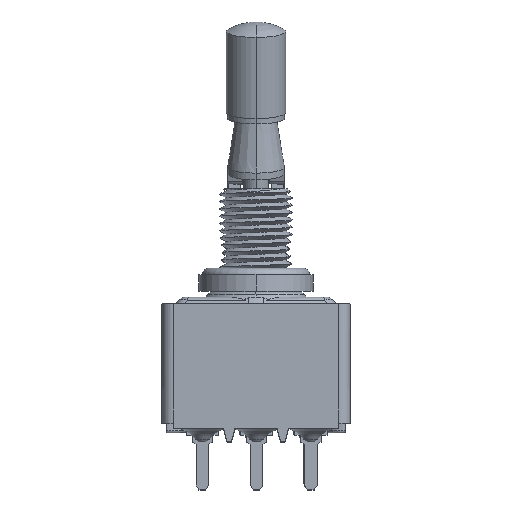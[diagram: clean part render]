
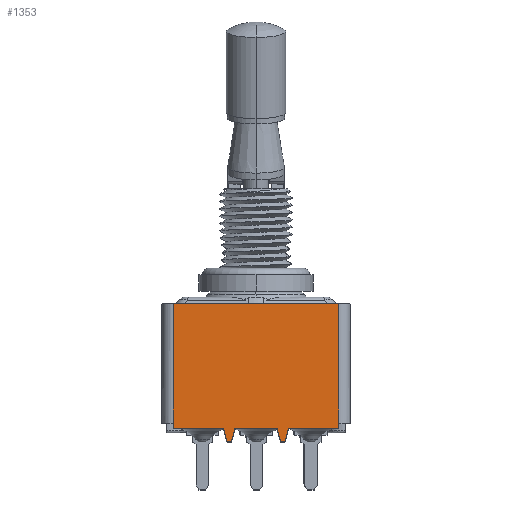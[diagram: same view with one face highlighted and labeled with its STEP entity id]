
A CAD part, top view. The second image highlights one B-rep face of the part: STEP entity #1353.
In plain terms, the highlighted planar face has unit normal (0, 0, 1).
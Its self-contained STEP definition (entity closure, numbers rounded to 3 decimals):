
#13=DIRECTION('',(-1.,0.,0.));
#14=VECTOR('',#13,14.5);
#15=CARTESIAN_POINT('',(7.25,0.4,6.6));
#16=LINE('',#15,#14);
#49=DIRECTION('',(0.,1.,0.));
#50=VECTOR('',#49,10.45);
#51=CARTESIAN_POINT('',(-7.25,-10.05,6.6));
#52=LINE('',#51,#50);
#67=DIRECTION('',(-1.,0.,0.));
#68=VECTOR('',#67,3.7);
#69=CARTESIAN_POINT('',(1.85,-10.55,6.6));
#70=LINE('',#69,#68);
#71=DIRECTION('',(-0.259,-0.966,0.));
#72=VECTOR('',#71,1.191);
#73=CARTESIAN_POINT('',(-1.85,-10.55,6.6));
#74=LINE('',#73,#72);
#75=DIRECTION('',(-1.,0.,0.));
#76=VECTOR('',#75,0.384);
#77=CARTESIAN_POINT('',(-2.158,-11.7,6.6));
#78=LINE('',#77,#76);
#79=DIRECTION('',(-0.259,0.966,0.));
#80=VECTOR('',#79,1.191);
#81=CARTESIAN_POINT('',(-2.542,-11.7,6.6));
#82=LINE('',#81,#80);
#83=DIRECTION('',(-1.,0.,0.));
#84=VECTOR('',#83,4.4);
#85=CARTESIAN_POINT('',(-2.85,-10.55,6.6));
#86=LINE('',#85,#84);
#87=DIRECTION('',(0.,1.,0.));
#88=VECTOR('',#87,0.5);
#89=CARTESIAN_POINT('',(-7.25,-10.55,6.6));
#90=LINE('',#89,#88);
#91=DIRECTION('',(0.,-1.,0.));
#92=VECTOR('',#91,0.5);
#93=CARTESIAN_POINT('',(7.25,-10.05,6.6));
#94=LINE('',#93,#92);
#95=DIRECTION('',(-1.,0.,0.));
#96=VECTOR('',#95,4.4);
#97=CARTESIAN_POINT('',(7.25,-10.55,6.6));
#98=LINE('',#97,#96);
#99=DIRECTION('',(0.259,0.966,0.));
#100=VECTOR('',#99,1.191);
#101=CARTESIAN_POINT('',(2.542,-11.7,6.6));
#102=LINE('',#101,#100);
#103=DIRECTION('',(1.,0.,0.));
#104=VECTOR('',#103,0.384);
#105=CARTESIAN_POINT('',(2.158,-11.7,6.6));
#106=LINE('',#105,#104);
#107=DIRECTION('',(0.259,-0.966,0.));
#108=VECTOR('',#107,1.191);
#109=CARTESIAN_POINT('',(1.85,-10.55,6.6));
#110=LINE('',#109,#108);
#757=DIRECTION('',(0.,1.,0.));
#758=VECTOR('',#757,10.45);
#759=CARTESIAN_POINT('',(7.25,-10.05,6.6));
#760=LINE('',#759,#758);
#949=CARTESIAN_POINT('',(7.25,0.4,6.6));
#950=CARTESIAN_POINT('',(-7.25,0.4,6.6));
#951=VERTEX_POINT('',#949);
#952=VERTEX_POINT('',#950);
#967=CARTESIAN_POINT('',(7.25,-10.05,6.6));
#968=CARTESIAN_POINT('',(7.25,-10.55,6.6));
#969=VERTEX_POINT('',#967);
#970=VERTEX_POINT('',#968);
#1029=CARTESIAN_POINT('',(2.158,-11.7,6.6));
#1030=CARTESIAN_POINT('',(2.542,-11.7,6.6));
#1031=VERTEX_POINT('',#1029);
#1032=VERTEX_POINT('',#1030);
#1034=CARTESIAN_POINT('',(1.85,-10.55,6.6));
#1036=VERTEX_POINT('',#1034);
#1038=CARTESIAN_POINT('',(2.85,-10.55,6.6));
#1040=VERTEX_POINT('',#1038);
#1109=CARTESIAN_POINT('',(-7.25,-10.05,6.6));
#1111=VERTEX_POINT('',#1109);
#1117=CARTESIAN_POINT('',(-7.25,-10.55,6.6));
#1118=VERTEX_POINT('',#1117);
#1145=CARTESIAN_POINT('',(-2.158,-11.7,6.6));
#1146=CARTESIAN_POINT('',(-2.542,-11.7,6.6));
#1147=VERTEX_POINT('',#1145);
#1148=VERTEX_POINT('',#1146);
#1153=CARTESIAN_POINT('',(-1.85,-10.55,6.6));
#1154=VERTEX_POINT('',#1153);
#1155=CARTESIAN_POINT('',(-2.85,-10.55,6.6));
#1156=VERTEX_POINT('',#1155);
#1321=CARTESIAN_POINT('',(8.25,0.4,6.6));
#1322=DIRECTION('',(0.,0.,1.));
#1323=DIRECTION('',(-1.,0.,0.));
#1324=AXIS2_PLACEMENT_3D('',#1321,#1322,#1323);
#1325=PLANE('',#1324);
#1327=ORIENTED_EDGE('',*,*,#1326,.T.);
#1329=ORIENTED_EDGE('',*,*,#1328,.T.);
#1331=ORIENTED_EDGE('',*,*,#1330,.T.);
#1333=ORIENTED_EDGE('',*,*,#1332,.T.);
#1335=ORIENTED_EDGE('',*,*,#1334,.T.);
#1336=ORIENTED_EDGE('',*,*,#1312,.T.);
#1337=ORIENTED_EDGE('',*,*,#1282,.T.);
#1338=ORIENTED_EDGE('',*,*,#1210,.F.);
#1340=ORIENTED_EDGE('',*,*,#1339,.F.);
#1342=ORIENTED_EDGE('',*,*,#1341,.T.);
#1344=ORIENTED_EDGE('',*,*,#1343,.T.);
#1346=ORIENTED_EDGE('',*,*,#1345,.F.);
#1348=ORIENTED_EDGE('',*,*,#1347,.F.);
#1350=ORIENTED_EDGE('',*,*,#1349,.F.);
#1351=EDGE_LOOP('',(#1327,#1329,#1331,#1333,#1335,#1336,#1337,#1338,#1340,#1342,
#1344,#1346,#1348,#1350));
#1352=FACE_OUTER_BOUND('',#1351,.F.);
#1353=ADVANCED_FACE('',(#1352),#1325,.T.);
#1210=EDGE_CURVE('',#951,#952,#16,.T.);
#1282=EDGE_CURVE('',#1111,#952,#52,.T.);
#1312=EDGE_CURVE('',#1118,#1111,#90,.T.);
#1326=EDGE_CURVE('',#1036,#1154,#70,.T.);
#1328=EDGE_CURVE('',#1154,#1147,#74,.T.);
#1330=EDGE_CURVE('',#1147,#1148,#78,.T.);
#1332=EDGE_CURVE('',#1148,#1156,#82,.T.);
#1334=EDGE_CURVE('',#1156,#1118,#86,.T.);
#1339=EDGE_CURVE('',#969,#951,#760,.T.);
#1341=EDGE_CURVE('',#969,#970,#94,.T.);
#1343=EDGE_CURVE('',#970,#1040,#98,.T.);
#1345=EDGE_CURVE('',#1032,#1040,#102,.T.);
#1347=EDGE_CURVE('',#1031,#1032,#106,.T.);
#1349=EDGE_CURVE('',#1036,#1031,#110,.T.);
